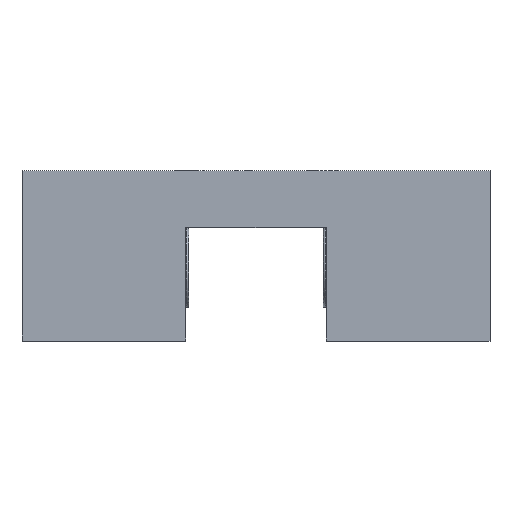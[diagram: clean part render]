
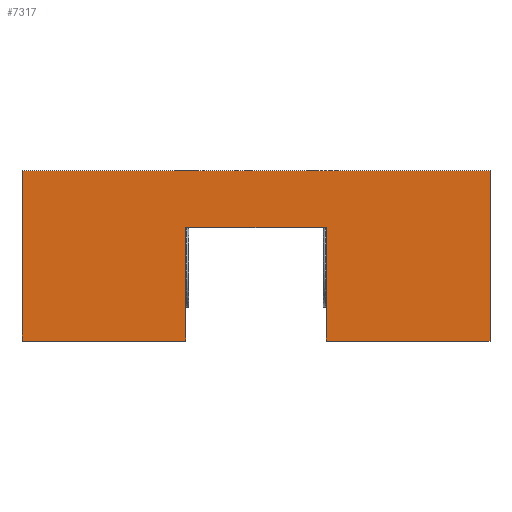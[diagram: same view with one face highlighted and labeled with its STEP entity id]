
A CAD part, top view. The second image highlights one B-rep face of the part: STEP entity #7317.
In plain terms, the highlighted planar face has unit normal (0, 0, 1).
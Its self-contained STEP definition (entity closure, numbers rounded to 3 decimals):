
#329=DIRECTION('',(0.,1.,0.));
#330=VECTOR('',#329,17.);
#331=CARTESIAN_POINT('',(10.5,-12.75,39.));
#332=LINE('',#331,#330);
#333=DIRECTION('',(-1.,0.,0.));
#334=VECTOR('',#333,21.);
#335=CARTESIAN_POINT('',(10.5,4.25,39.));
#336=LINE('',#335,#334);
#337=DIRECTION('',(0.,1.,0.));
#338=VECTOR('',#337,17.);
#339=CARTESIAN_POINT('',(-10.5,-12.75,39.));
#340=LINE('',#339,#338);
#341=DIRECTION('',(1.,0.,0.));
#342=VECTOR('',#341,24.5);
#343=CARTESIAN_POINT('',(-35.,-12.75,39.));
#344=LINE('',#343,#342);
#345=DIRECTION('',(0.,-1.,0.));
#346=VECTOR('',#345,25.5);
#347=CARTESIAN_POINT('',(-35.,12.75,39.));
#348=LINE('',#347,#346);
#349=DIRECTION('',(-1.,0.,0.));
#350=VECTOR('',#349,70.);
#351=CARTESIAN_POINT('',(35.,12.75,39.));
#352=LINE('',#351,#350);
#353=DIRECTION('',(0.,1.,0.));
#354=VECTOR('',#353,25.5);
#355=CARTESIAN_POINT('',(35.,-12.75,39.));
#356=LINE('',#355,#354);
#357=DIRECTION('',(1.,0.,0.));
#358=VECTOR('',#357,24.5);
#359=CARTESIAN_POINT('',(10.5,-12.75,39.));
#360=LINE('',#359,#358);
#5873=CARTESIAN_POINT('',(35.,-12.75,39.));
#5874=CARTESIAN_POINT('',(35.,12.75,39.));
#5875=VERTEX_POINT('',#5873);
#5876=VERTEX_POINT('',#5874);
#5877=CARTESIAN_POINT('',(-35.,12.75,39.));
#5878=VERTEX_POINT('',#5877);
#5879=CARTESIAN_POINT('',(-35.,-12.75,39.));
#5880=VERTEX_POINT('',#5879);
#5889=CARTESIAN_POINT('',(10.5,-12.75,39.));
#5890=CARTESIAN_POINT('',(10.5,4.25,39.));
#5891=VERTEX_POINT('',#5889);
#5892=VERTEX_POINT('',#5890);
#5893=CARTESIAN_POINT('',(-10.5,4.25,39.));
#5894=VERTEX_POINT('',#5893);
#5895=CARTESIAN_POINT('',(-10.5,-12.75,39.));
#5896=VERTEX_POINT('',#5895);
#7302=CARTESIAN_POINT('',(0.,0.,39.));
#7303=DIRECTION('',(0.,0.,1.));
#7304=DIRECTION('',(1.,0.,0.));
#7305=AXIS2_PLACEMENT_3D('',#7302,#7303,#7304);
#7306=PLANE('',#7305);
#7307=ORIENTED_EDGE('',*,*,#6983,.T.);
#7308=ORIENTED_EDGE('',*,*,#7066,.T.);
#7309=ORIENTED_EDGE('',*,*,#7087,.F.);
#7310=ORIENTED_EDGE('',*,*,#7170,.F.);
#7311=ORIENTED_EDGE('',*,*,#7183,.F.);
#7312=ORIENTED_EDGE('',*,*,#7221,.F.);
#7313=ORIENTED_EDGE('',*,*,#7259,.F.);
#7314=ORIENTED_EDGE('',*,*,#7295,.F.);
#7315=EDGE_LOOP('',(#7307,#7308,#7309,#7310,#7311,#7312,#7313,#7314));
#7316=FACE_OUTER_BOUND('',#7315,.F.);
#6983=EDGE_CURVE('',#5891,#5892,#332,.T.);
#7066=EDGE_CURVE('',#5892,#5894,#336,.T.);
#7087=EDGE_CURVE('',#5896,#5894,#340,.T.);
#7170=EDGE_CURVE('',#5880,#5896,#344,.T.);
#7183=EDGE_CURVE('',#5878,#5880,#348,.T.);
#7221=EDGE_CURVE('',#5876,#5878,#352,.T.);
#7259=EDGE_CURVE('',#5875,#5876,#356,.T.);
#7295=EDGE_CURVE('',#5891,#5875,#360,.T.);
#7317=ADVANCED_FACE('',(#7316),#7306,.T.);
